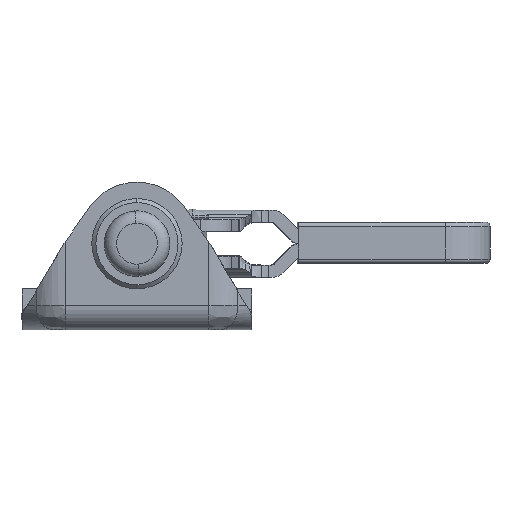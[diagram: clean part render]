
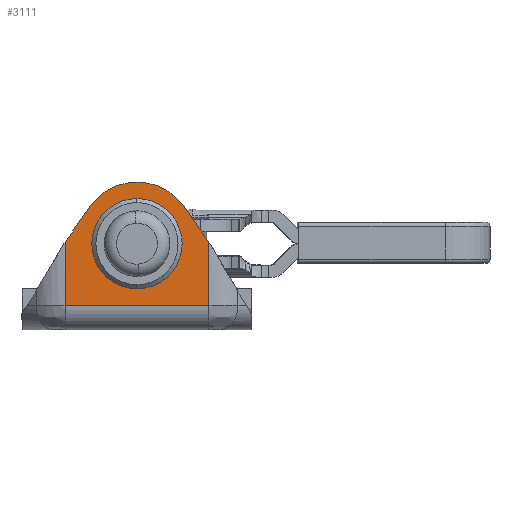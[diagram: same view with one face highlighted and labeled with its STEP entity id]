
A CAD part, left-side view. The second image highlights one B-rep face of the part: STEP entity #3111.
In plain terms, the highlighted planar face has unit normal (-1, 0, 0).
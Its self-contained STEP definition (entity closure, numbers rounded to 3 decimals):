
#1557 = VERTEX_POINT ( 'NONE', #12656 ) ;
#1568 = VERTEX_POINT ( 'NONE', #12687 ) ;
#1587 = EDGE_CURVE ( 'NONE', #1557, #1568, #12719, .T. ) ;
#2328 = VERTEX_POINT ( 'NONE', #14242 ) ;
#2329 = VERTEX_POINT ( 'NONE', #14299 ) ;
#2330 = EDGE_CURVE ( 'NONE', #2328, #2329, #14238, .T. ) ;
#2671 = VERTEX_POINT ( 'NONE', #15435 ) ;
#2675 = EDGE_CURVE ( 'NONE', #2329, #2671, #15151, .T. ) ;
#2680 = EDGE_CURVE ( 'NONE', #2698, #2706, #15448, .T. ) ;
#2698 = VERTEX_POINT ( 'NONE', #15483 ) ;
#2706 = VERTEX_POINT ( 'NONE', #15470 ) ;
#2753 = EDGE_CURVE ( 'NONE', #2706, #2328, #15574, .T. ) ;
#2944 = VERTEX_POINT ( 'NONE', #15967 ) ;
#2993 = EDGE_CURVE ( 'NONE', #2671, #2944, #16115, .T. ) ;
#3076 = VERTEX_POINT ( 'NONE', #16273 ) ;
#3077 = EDGE_CURVE ( 'NONE', #3076, #2698, #16245, .T. ) ;
#3084 = ORIENTED_EDGE ( 'NONE', *, *, #1587, .T. ) ;
#3085 = ORIENTED_EDGE ( 'NONE', *, *, #2993, .F. ) ;
#3087 = ORIENTED_EDGE ( 'NONE', *, *, #2330, .F. ) ;
#3088 = ORIENTED_EDGE ( 'NONE', *, *, #2675, .F. ) ;
#3091 = ORIENTED_EDGE ( 'NONE', *, *, #2753, .F. ) ;
#3094 = ORIENTED_EDGE ( 'NONE', *, *, #3077, .F. ) ;
#3097 = EDGE_CURVE ( 'NONE', #1568, #1557, #16298, .T. ) ;
#3099 = EDGE_LOOP ( 'NONE', ( #3112, #3084 ) ) ;
#3101 = EDGE_CURVE ( 'NONE', #2944, #3076, #16318, .T. ) ;
#3107 = ORIENTED_EDGE ( 'NONE', *, *, #3101, .F. ) ;
#3109 = EDGE_LOOP ( 'NONE', ( #3094, #3107, #3085, #3088, #3087, #3091, #3151 ) ) ;
#3111 = ADVANCED_FACE ( 'NONE', ( #16301, #16354 ), #16319, .F. ) ;
#3112 = ORIENTED_EDGE ( 'NONE', *, *, #3097, .T. ) ;
#3151 = ORIENTED_EDGE ( 'NONE', *, *, #2680, .F. ) ;
#12656 = CARTESIAN_POINT ( 'NONE',  ( -16.25, 0., 5. ) ) ;
#12687 = CARTESIAN_POINT ( 'NONE',  ( -16.25, 0., 16. ) ) ;
#12693 = DIRECTION ( 'NONE',  ( 0., 0., -1. ) ) ;
#12694 = DIRECTION ( 'NONE',  ( 1., 0., 0. ) ) ;
#12695 = AXIS2_PLACEMENT_3D ( 'NONE', #12708, #12694, #12693 ) ;
#12708 = CARTESIAN_POINT ( 'NONE',  ( -16.25, 0., 10.5 ) ) ;
#12719 = CIRCLE ( 'NONE', #12695, 5.5 ) ;
#14238 = CIRCLE ( 'NONE', #14243, 7. ) ;
#14242 = CARTESIAN_POINT ( 'NONE',  ( -16.25, 0., 18. ) ) ;
#14243 = AXIS2_PLACEMENT_3D ( 'NONE', #14344, #14343, #14342 ) ;
#14299 = CARTESIAN_POINT ( 'NONE',  ( -16.25, -5.557, 15.256 ) ) ;
#14342 = DIRECTION ( 'NONE',  ( 0., 0., 1. ) ) ;
#14343 = DIRECTION ( 'NONE',  ( 1., 0., 0. ) ) ;
#14344 = CARTESIAN_POINT ( 'NONE',  ( -16.25, 0., 11. ) ) ;
#15148 = DIRECTION ( 'NONE',  ( 0., -0.574, -0.819 ) ) ;
#15149 = VECTOR ( 'NONE', #15148, 1000. ) ;
#15150 = CARTESIAN_POINT ( 'NONE',  ( -16.25, -5.557, 15.256 ) ) ;
#15151 = LINE ( 'NONE', #15150, #15149 ) ;
#15435 = CARTESIAN_POINT ( 'NONE',  ( -16.25, -8.757, 10.686 ) ) ;
#15446 = DIRECTION ( 'NONE',  ( 0., -0.574, 0.819 ) ) ;
#15447 = CARTESIAN_POINT ( 'NONE',  ( -16.25, 8.757, 10.686 ) ) ;
#15448 = LINE ( 'NONE', #15447, #15457 ) ;
#15457 = VECTOR ( 'NONE', #15446, 1000. ) ;
#15470 = CARTESIAN_POINT ( 'NONE',  ( -16.25, 5.557, 15.256 ) ) ;
#15483 = CARTESIAN_POINT ( 'NONE',  ( -16.25, 8.757, 10.686 ) ) ;
#15565 = DIRECTION ( 'NONE',  ( 0., 0., 1. ) ) ;
#15566 = DIRECTION ( 'NONE',  ( 1., 0., 0. ) ) ;
#15567 = AXIS2_PLACEMENT_3D ( 'NONE', #15572, #15566, #15565 ) ;
#15572 = CARTESIAN_POINT ( 'NONE',  ( -16.25, 0., 11. ) ) ;
#15574 = CIRCLE ( 'NONE', #15567, 7. ) ;
#15967 = CARTESIAN_POINT ( 'NONE',  ( -16.25, -8.757, 3. ) ) ;
#16103 = DIRECTION ( 'NONE',  ( 0., 0., -1. ) ) ;
#16104 = VECTOR ( 'NONE', #16103, 1000. ) ;
#16114 = CARTESIAN_POINT ( 'NONE',  ( -16.25, -8.757, 2. ) ) ;
#16115 = LINE ( 'NONE', #16114, #16104 ) ;
#16242 = DIRECTION ( 'NONE',  ( 0., 0., 1. ) ) ;
#16243 = CARTESIAN_POINT ( 'NONE',  ( -16.25, 8.757, 2. ) ) ;
#16245 = LINE ( 'NONE', #16243, #16255 ) ;
#16255 = VECTOR ( 'NONE', #16242, 1000. ) ;
#16273 = CARTESIAN_POINT ( 'NONE',  ( -16.25, 8.757, 3. ) ) ;
#16298 = CIRCLE ( 'NONE', #16300, 5.5 ) ;
#16300 = AXIS2_PLACEMENT_3D ( 'NONE', #16324, #16323, #16322 ) ;
#16301 = FACE_BOUND ( 'NONE', #3099, .T. ) ;
#16312 = DIRECTION ( 'NONE',  ( 0., 1., 0. ) ) ;
#16313 = VECTOR ( 'NONE', #16312, 1000. ) ;
#16314 = CARTESIAN_POINT ( 'NONE',  ( -16.25, 8.757, 3. ) ) ;
#16315 = AXIS2_PLACEMENT_3D ( 'NONE', #16353, #16344, #16343 ) ;
#16318 = LINE ( 'NONE', #16314, #16313 ) ;
#16319 = PLANE ( 'NONE',  #16315 ) ;
#16322 = DIRECTION ( 'NONE',  ( 0., 0., -1. ) ) ;
#16323 = DIRECTION ( 'NONE',  ( 1., 0., 0. ) ) ;
#16324 = CARTESIAN_POINT ( 'NONE',  ( -16.25, 0., 10.5 ) ) ;
#16343 = DIRECTION ( 'NONE',  ( 0., 0., -1. ) ) ;
#16344 = DIRECTION ( 'NONE',  ( 1., 0., 0. ) ) ;
#16353 = CARTESIAN_POINT ( 'NONE',  ( -16.25, 8.757, 2. ) ) ;
#16354 = FACE_OUTER_BOUND ( 'NONE', #3109, .T. ) ;
